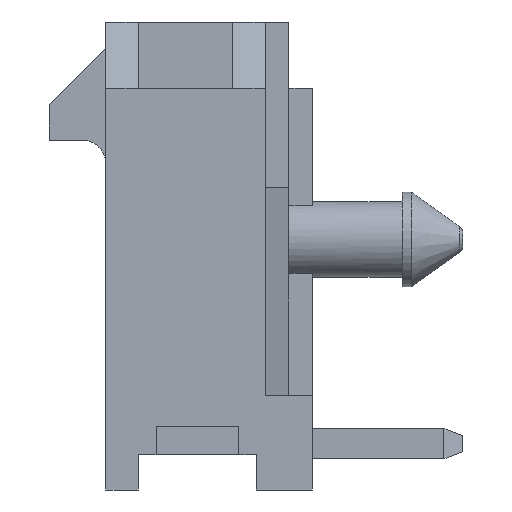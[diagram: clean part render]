
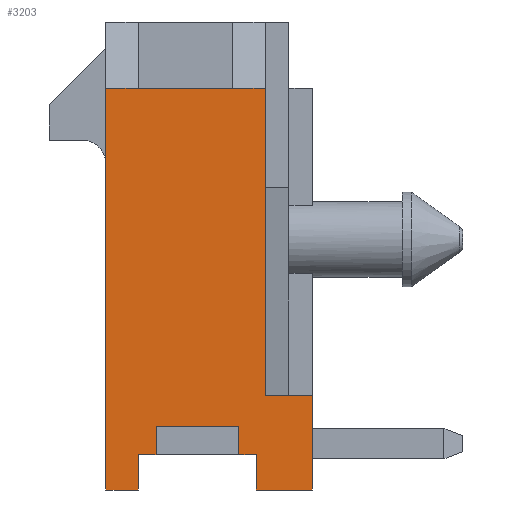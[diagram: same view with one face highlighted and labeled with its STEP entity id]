
A CAD part, left-side view. The second image highlights one B-rep face of the part: STEP entity #3203.
In plain terms, the highlighted planar face has unit normal (-1, 0, 0).
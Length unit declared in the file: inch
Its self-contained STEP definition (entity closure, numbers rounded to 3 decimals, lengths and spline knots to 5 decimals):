
#35 = ORIENTED_EDGE ( 'NONE', *, *, #3985, .F. ) ;
#36 = ORIENTED_EDGE ( 'NONE', *, *, #3969, .F. ) ;
#37 = ORIENTED_EDGE ( 'NONE', *, *, #3977, .F. ) ;
#38 = ORIENTED_EDGE ( 'NONE', *, *, #3972, .F. ) ;
#39 = ORIENTED_EDGE ( 'NONE', *, *, #3973, .F. ) ;
#40 = ORIENTED_EDGE ( 'NONE', *, *, #3967, .F. ) ;
#41 = ORIENTED_EDGE ( 'NONE', *, *, #3989, .F. ) ;
#42 = ORIENTED_EDGE ( 'NONE', *, *, #3981, .F. ) ;
#43 = ORIENTED_EDGE ( 'NONE', *, *, #3988, .F. ) ;
#44 = ORIENTED_EDGE ( 'NONE', *, *, #3953, .F. ) ;
#45 = ORIENTED_EDGE ( 'NONE', *, *, #3986, .F. ) ;
#46 = ORIENTED_EDGE ( 'NONE', *, *, #3990, .F. ) ;
#47 = ORIENTED_EDGE ( 'NONE', *, *, #4003, .F. ) ;
#48 = ORIENTED_EDGE ( 'NONE', *, *, #4017, .F. ) ;
#49 = ORIENTED_EDGE ( 'NONE', *, *, #4028, .T. ) ;
#50 = ORIENTED_EDGE ( 'NONE', *, *, #3955, .F. ) ;
#51 = ORIENTED_EDGE ( 'NONE', *, *, #4122, .T. ) ;
#315 = DIRECTION ( 'NONE',  ( 0., 0., -1. ) ) ;
#316 = DIRECTION ( 'NONE',  ( 1., 0., 0. ) ) ;
#322 = CARTESIAN_POINT ( 'NONE',  ( -0.18996, 0., 0. ) ) ;
#325 = PLANE ( 'NONE',  #2027 ) ;
#919 = DIRECTION ( 'NONE',  ( 0., 1., 0. ) ) ;
#931 = CARTESIAN_POINT ( 'NONE',  ( -0.18996, 0.07618, 0.13976 ) ) ;
#1006 = LINE ( 'NONE', #1500, #1007 ) ;
#1007 = VECTOR ( 'NONE', #1499, 39.37008 ) ;
#1021 = LINE ( 'NONE', #1480, #1034 ) ;
#1034 = VECTOR ( 'NONE', #1471, 39.37008 ) ;
#1049 = LINE ( 'NONE', #1454, #1056 ) ;
#1056 = VECTOR ( 'NONE', #1449, 39.37008 ) ;
#1236 = LINE ( 'NONE', #931, #1240 ) ;
#1240 = VECTOR ( 'NONE', #919, 39.37008 ) ;
#1449 = DIRECTION ( 'NONE',  ( 0., 1., 0. ) ) ;
#1454 = CARTESIAN_POINT ( 'NONE',  ( -0.18996, 0.07618, 0.13976 ) ) ;
#1471 = DIRECTION ( 'NONE',  ( 0., 0., 1. ) ) ;
#1480 = CARTESIAN_POINT ( 'NONE',  ( -0.18996, 0.07618, -0.19488 ) ) ;
#1499 = DIRECTION ( 'NONE',  ( 0., 1., 0. ) ) ;
#1500 = CARTESIAN_POINT ( 'NONE',  ( -0.18996, 0., -0.19488 ) ) ;
#1525 = DIRECTION ( 'NONE',  ( 0., 0., -1. ) ) ;
#1526 = CARTESIAN_POINT ( 'NONE',  ( -0.18996, 0.04921, 0. ) ) ;
#1527 = DIRECTION ( 'NONE',  ( 0., 1., 0. ) ) ;
#1528 = CARTESIAN_POINT ( 'NONE',  ( -0.18996, 0., -0.16535 ) ) ;
#1529 = DIRECTION ( 'NONE',  ( 0., 1., 0. ) ) ;
#1533 = DIRECTION ( 'NONE',  ( 0., 1., 0. ) ) ;
#1534 = CARTESIAN_POINT ( 'NONE',  ( -0.18996, 0., -0.14173 ) ) ;
#1535 = DIRECTION ( 'NONE',  ( 0., 0., -1. ) ) ;
#1536 = CARTESIAN_POINT ( 'NONE',  ( -0.18996, -0.0565, 0. ) ) ;
#1543 = DIRECTION ( 'NONE',  ( 0., 0., 1. ) ) ;
#1544 = CARTESIAN_POINT ( 'NONE',  ( -0.18996, -0.03445, 0. ) ) ;
#1551 = DIRECTION ( 'NONE',  ( 0., -1., 0. ) ) ;
#1552 = CARTESIAN_POINT ( 'NONE',  ( -0.18996, 0., -0.11614 ) ) ;
#1554 = CARTESIAN_POINT ( 'NONE',  ( -0.18996, 0., -0.16535 ) ) ;
#1559 = DIRECTION ( 'NONE',  ( 0., 1., 0. ) ) ;
#1561 = DIRECTION ( 'NONE',  ( 0., 0., -1. ) ) ;
#1562 = CARTESIAN_POINT ( 'NONE',  ( -0.18996, 0., -0.19488 ) ) ;
#1564 = CARTESIAN_POINT ( 'NONE',  ( -0.18996, -0.09587, 0. ) ) ;
#1567 = DIRECTION ( 'NONE',  ( 0., 0., -1. ) ) ;
#1570 = CARTESIAN_POINT ( 'NONE',  ( -0.18996, -0.0565, 0. ) ) ;
#1571 = DIRECTION ( 'NONE',  ( 0., 0., 1. ) ) ;
#1574 = CARTESIAN_POINT ( 'NONE',  ( -0.18996, -0.04921, 0. ) ) ;
#1595 = DIRECTION ( 'NONE',  ( 0., -1., 0. ) ) ;
#1598 = CARTESIAN_POINT ( 'NONE',  ( -0.18996, 0., 0.13976 ) ) ;
#1599 = DIRECTION ( 'NONE',  ( 0., 0., -1. ) ) ;
#1600 = CARTESIAN_POINT ( 'NONE',  ( -0.18996, 0.03445, 0. ) ) ;
#1718 = CARTESIAN_POINT ( 'NONE',  ( -0.18996, 0.07618, 0.13976 ) ) ;
#1719 = CARTESIAN_POINT ( 'NONE',  ( -0.18996, 0.07618, -0.19488 ) ) ;
#2027 = AXIS2_PLACEMENT_3D ( 'NONE', #322, #316, #315 ) ;
#2457 = EDGE_LOOP ( 'NONE', ( #51, #50, #49, #48, #47, #46, #45, #44, #43, #42, #41, #40, #39, #38, #37, #36, #35 ) ) ;
#2585 = FACE_OUTER_BOUND ( 'NONE', #2457, .T. ) ;
#2667 = LINE ( 'NONE', #1598, #2674 ) ;
#2670 = LINE ( 'NONE', #1600, #2671 ) ;
#2671 = VECTOR ( 'NONE', #1599, 39.37008 ) ;
#2674 = VECTOR ( 'NONE', #1595, 39.37008 ) ;
#2691 = LINE ( 'NONE', #1574, #2698 ) ;
#2697 = LINE ( 'NONE', #1570, #2702 ) ;
#2698 = VECTOR ( 'NONE', #1571, 39.37008 ) ;
#2702 = VECTOR ( 'NONE', #1567, 39.37008 ) ;
#2703 = LINE ( 'NONE', #1564, #2708 ) ;
#2705 = LINE ( 'NONE', #1562, #2710 ) ;
#2708 = VECTOR ( 'NONE', #1561, 39.37008 ) ;
#2710 = VECTOR ( 'NONE', #1559, 39.37008 ) ;
#2713 = LINE ( 'NONE', #1554, #2736 ) ;
#2715 = LINE ( 'NONE', #1534, #2740 ) ;
#2718 = LINE ( 'NONE', #1552, #2719 ) ;
#2719 = VECTOR ( 'NONE', #1551, 39.37008 ) ;
#2726 = LINE ( 'NONE', #1544, #2727 ) ;
#2727 = VECTOR ( 'NONE', #1543, 39.37008 ) ;
#2734 = LINE ( 'NONE', #1536, #2735 ) ;
#2735 = VECTOR ( 'NONE', #1535, 39.37008 ) ;
#2736 = VECTOR ( 'NONE', #1533, 39.37008 ) ;
#2740 = VECTOR ( 'NONE', #1529, 39.37008 ) ;
#2742 = LINE ( 'NONE', #1528, #2743 ) ;
#2743 = VECTOR ( 'NONE', #1527, 39.37008 ) ;
#2744 = LINE ( 'NONE', #1526, #2745 ) ;
#2745 = VECTOR ( 'NONE', #1525, 39.37008 ) ;
#3203 = ADVANCED_FACE ( 'NONE', ( #2585 ), #325, .F. ) ;
#3253 = VERTEX_POINT ( 'NONE', #3776 ) ;
#3316 = VERTEX_POINT ( 'NONE', #3714 ) ;
#3317 = VERTEX_POINT ( 'NONE', #3713 ) ;
#3366 = VERTEX_POINT ( 'NONE', #3664 ) ;
#3367 = VERTEX_POINT ( 'NONE', #3663 ) ;
#3368 = VERTEX_POINT ( 'NONE', #3662 ) ;
#3369 = VERTEX_POINT ( 'NONE', #3661 ) ;
#3370 = VERTEX_POINT ( 'NONE', #3660 ) ;
#3371 = VERTEX_POINT ( 'NONE', #3659 ) ;
#3372 = VERTEX_POINT ( 'NONE', #3658 ) ;
#3373 = VERTEX_POINT ( 'NONE', #3657 ) ;
#3374 = VERTEX_POINT ( 'NONE', #3656 ) ;
#3375 = VERTEX_POINT ( 'NONE', #3655 ) ;
#3376 = VERTEX_POINT ( 'NONE', #3654 ) ;
#3378 = VERTEX_POINT ( 'NONE', #3652 ) ;
#3407 = VERTEX_POINT ( 'NONE', #1719 ) ;
#3408 = VERTEX_POINT ( 'NONE', #1718 ) ;
#3652 = CARTESIAN_POINT ( 'NONE',  ( -0.18996, 0.04941, 0.13976 ) ) ;
#3654 = CARTESIAN_POINT ( 'NONE',  ( -0.18996, 0.04921, -0.19488 ) ) ;
#3655 = CARTESIAN_POINT ( 'NONE',  ( -0.18996, 0.04921, -0.16535 ) ) ;
#3656 = CARTESIAN_POINT ( 'NONE',  ( -0.18996, 0.03445, -0.16535 ) ) ;
#3657 = CARTESIAN_POINT ( 'NONE',  ( -0.18996, 0.03445, -0.14173 ) ) ;
#3658 = CARTESIAN_POINT ( 'NONE',  ( -0.18996, -0.03445, -0.14173 ) ) ;
#3659 = CARTESIAN_POINT ( 'NONE',  ( -0.18996, -0.03445, -0.16535 ) ) ;
#3660 = CARTESIAN_POINT ( 'NONE',  ( -0.18996, -0.04921, -0.16535 ) ) ;
#3661 = CARTESIAN_POINT ( 'NONE',  ( -0.18996, -0.04921, -0.19488 ) ) ;
#3662 = CARTESIAN_POINT ( 'NONE',  ( -0.18996, -0.09587, -0.19488 ) ) ;
#3663 = CARTESIAN_POINT ( 'NONE',  ( -0.18996, -0.09587, -0.11614 ) ) ;
#3664 = CARTESIAN_POINT ( 'NONE',  ( -0.18996, -0.0565, -0.11614 ) ) ;
#3713 = CARTESIAN_POINT ( 'NONE',  ( -0.18996, -0.0565, 0.13976 ) ) ;
#3714 = CARTESIAN_POINT ( 'NONE',  ( -0.18996, -0.0565, 0.05709 ) ) ;
#3776 = CARTESIAN_POINT ( 'NONE',  ( -0.18996, -0.02933, 0.13976 ) ) ;
#3953 = EDGE_CURVE ( 'NONE', #3373, #3374, #2670, .T. ) ;
#3955 = EDGE_CURVE ( 'NONE', #3378, #3253, #2667, .T. ) ;
#3967 = EDGE_CURVE ( 'NONE', #3369, #3370, #2691, .T. ) ;
#3969 = EDGE_CURVE ( 'NONE', #3316, #3366, #2697, .T. ) ;
#3972 = EDGE_CURVE ( 'NONE', #3367, #3368, #2703, .T. ) ;
#3973 = EDGE_CURVE ( 'NONE', #3368, #3369, #2705, .T. ) ;
#3977 = EDGE_CURVE ( 'NONE', #3366, #3367, #2718, .T. ) ;
#3981 = EDGE_CURVE ( 'NONE', #3371, #3372, #2726, .T. ) ;
#3985 = EDGE_CURVE ( 'NONE', #3317, #3316, #2734, .T. ) ;
#3986 = EDGE_CURVE ( 'NONE', #3374, #3375, #2713, .T. ) ;
#3988 = EDGE_CURVE ( 'NONE', #3372, #3373, #2715, .T. ) ;
#3989 = EDGE_CURVE ( 'NONE', #3370, #3371, #2742, .T. ) ;
#3990 = EDGE_CURVE ( 'NONE', #3375, #3376, #2744, .T. ) ;
#4003 = EDGE_CURVE ( 'NONE', #3376, #3407, #1006, .T. ) ;
#4017 = EDGE_CURVE ( 'NONE', #3407, #3408, #1021, .T. ) ;
#4028 = EDGE_CURVE ( 'NONE', #3378, #3408, #1049, .T. ) ;
#4122 = EDGE_CURVE ( 'NONE', #3317, #3253, #1236, .T. ) ;
